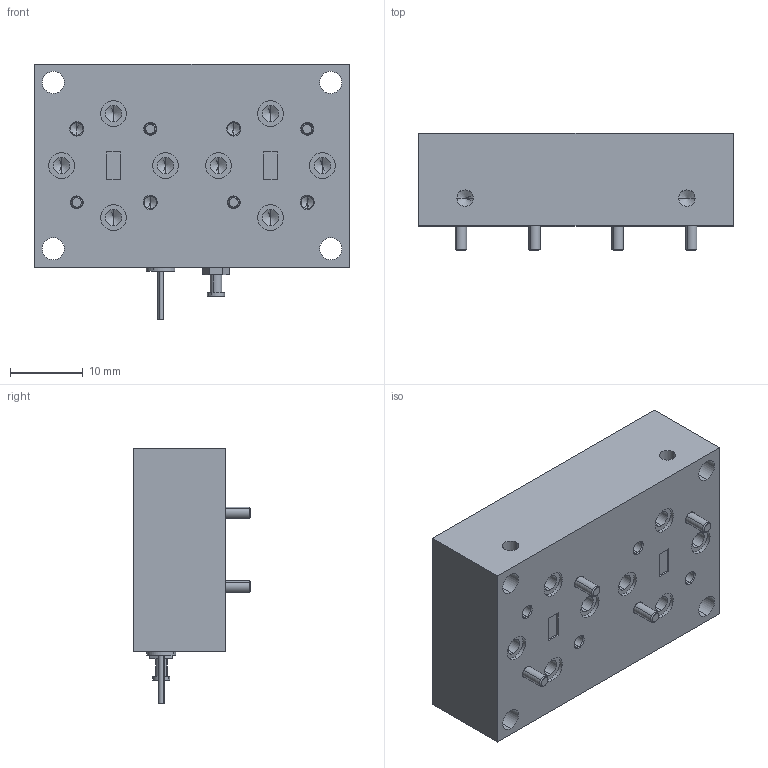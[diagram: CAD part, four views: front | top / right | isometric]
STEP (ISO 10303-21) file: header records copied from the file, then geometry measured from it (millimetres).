
FILE_DESCRIPTION (( 'STEP AP214' ), '1' );
FILE_NAME ('BG-SV-1, Defeatured.STEP', '2025-07-16T00:43:40', ( '' ), ( '' ), 'SwSTEP 2.0', 'SolidWorks 2021', '' );
FILE_SCHEMA (( 'AUTOMOTIVE_DESIGN' ));
Length unit declared in the file: inch
Products named in the file (1): BG-SV-1, Defeatured
Bounding box: 43.18 x 16.07 x 35.18 mm (x, y, z)
Volume: 14629 mm3; surface area: 6094.5 mm2
Topology: 9 solids, 9 shells, 352 faces, 852 edges, 520 vertices
Faces by surface type: plane 130, cylinder 126, cone 96
Entity records: 14757 total; most frequent: CARTESIAN_POINT 2037, DIRECTION 1742, ORIENTED_EDGE 1624, EDGE_CURVE 812, AXIS2_PLACEMENT_3D 673, VERTEX_POINT 520, EDGE_LOOP 410, VECTOR 396
